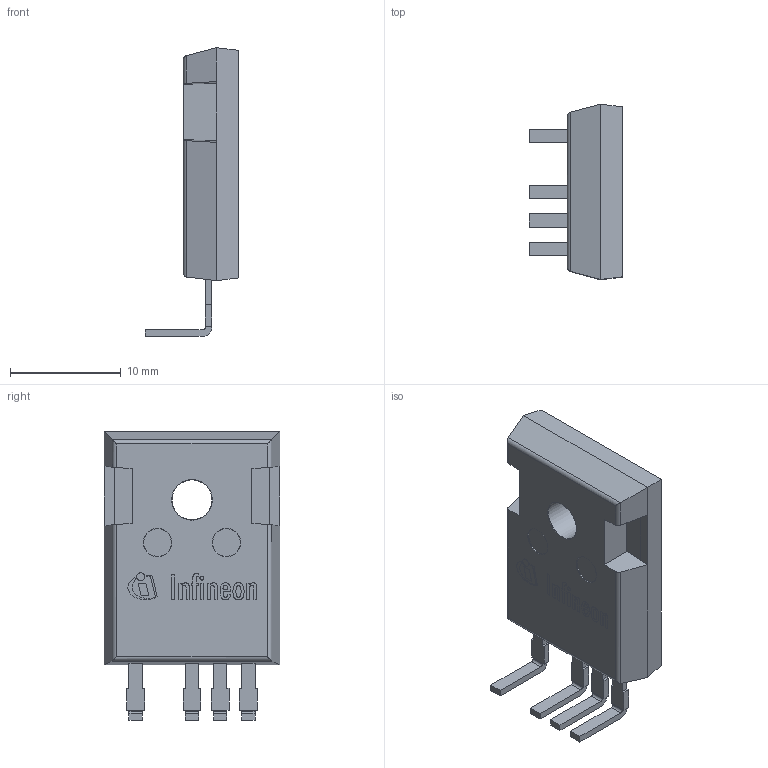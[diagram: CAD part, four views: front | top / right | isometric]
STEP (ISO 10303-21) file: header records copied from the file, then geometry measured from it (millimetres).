
FILE_DESCRIPTION(/* description */ ('CAx-IF Rec.Pracs.---Representation and Presentation of Product Manufacturing Information (PMI)---4.0---2014-10-13','CAx-IF Rec.Pracs.---3D Tessellated Geometry---0.4---2014-09-14','2;1'),/* implementation_level */ '2;1');
FILE_NAME(/* name */ '001797_A_1-TO247-4',/* time_stamp */ '2023-08-29T20:20:15+02:00',/* author */ (''),/* organization */ (''),/* preprocessor_version */ 'ST-DEVELOPER v18.102',/* originating_system */ 'SIEMENS PLM Software NX2206.1700',/* authorisation */ $);
FILE_SCHEMA (('AP242_MANAGED_MODEL_BASED_3D_ENGINEERING_MIM_LF { 1 0 10303 442 3 1 4 }'));
Length unit declared in the file: millimetre
Products named in the file (1): 001797_A_1-TO247-4
Bounding box: 8.41 x 15.8 x 26.02 mm (x, y, z)
Volume: 1830.7 mm3; surface area: 1735.8 mm2
Topology: 22 solids, 22 shells, 334 faces, 867 edges, 595 vertices
Faces by surface type: plane 196, cylinder 134, torus 4
Full cylindrical faces by diameter (mm): 0.355 x1, 0.732 x1, 2.5 x2, 3.6 x1, 7.188 x1
Entity records: 10531 total; most frequent: CARTESIAN_POINT 1897, DIRECTION 1788, ORIENTED_EDGE 1680, EDGE_CURVE 840, AXIS2_PLACEMENT_3D 621, VERTEX_POINT 562, LINE 546, VECTOR 546
